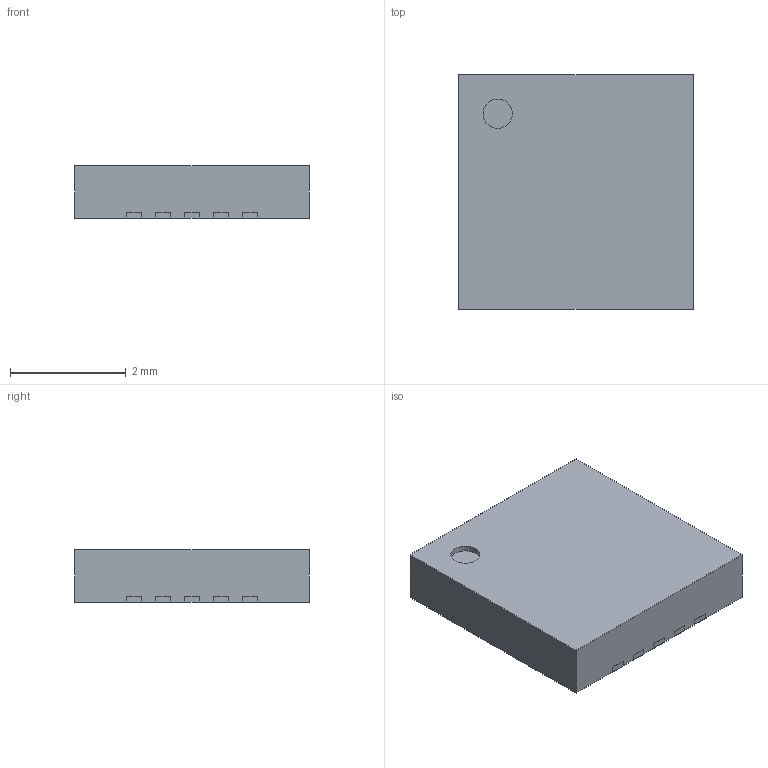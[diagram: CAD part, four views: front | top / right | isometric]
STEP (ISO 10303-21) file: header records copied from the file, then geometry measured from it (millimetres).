
FILE_DESCRIPTION(('Open CASCADE Model'),'2;1');
FILE_NAME('Open CASCADE Shape Model','2023-04-24T11:33:37',('Author'),( 'Open CASCADE'),'Open CASCADE STEP processor 6.8','Open CASCADE 6.8' ,'Unknown');
FILE_SCHEMA(('AUTOMOTIVE_DESIGN { 1 0 10303 214 1 1 1 1 }'));
Length unit declared in the file: millimetre
Products named in the file (8): PCB; Designator1; 10294185136; Open_CASCADE_STEP_translator_6.8_7.1; Body; Open_CASCADE_STEP_translator_6.8_7.2.1; Pin_Shape; Open_CASCADE_STEP_translator_6.8_7.3.1
Assembly tree (25 placements, depth 4):
  PCB
  Designator1
    10294185136
      Open_CASCADE_STEP_translator_6.8_7.1
      Body
        Open_CASCADE_STEP_translator_6.8_7.2.1
      Pin_Shape  x20
        Open_CASCADE_STEP_translator_6.8_7.3.1
Bounding box: 4.05 x 4.05 x 0.9 mm (x, y, z)
Volume: 14.7 mm3; surface area: 52.8 mm2
Topology: 21 solids, 22 shells, 289 faces, 576 edges, 331 vertices
Faces by surface type: plane 288, cylinder 1
Full cylindrical faces by diameter (mm): 0.506 x1
Entity records: 875 total; most frequent: DIRECTION 145, CARTESIAN_POINT 120, ORIENTED_EDGE 87, AXIS2_PLACEMENT_3D 52, EDGE_CURVE 44, LINE 41, VECTOR 41, PRODUCT_DEFINITION_SHAPE 33
